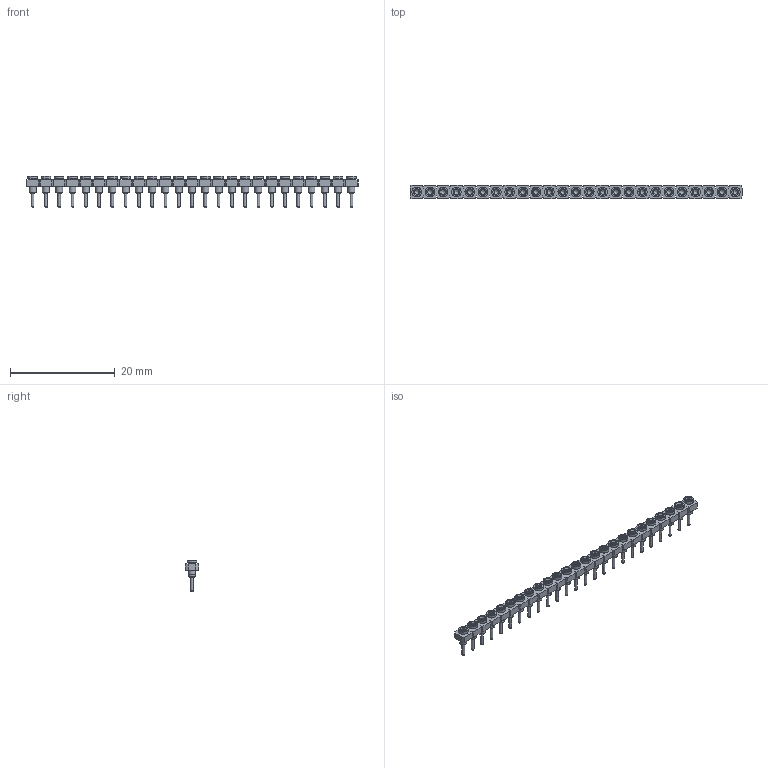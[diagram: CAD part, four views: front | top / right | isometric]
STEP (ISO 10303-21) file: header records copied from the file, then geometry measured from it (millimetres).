
FILE_DESCRIPTION(('FreeCAD Model'),'2;1');
FILE_NAME('Open CASCADE Shape Model','2025-01-11T13:36:00',(''),(''), 'Open CASCADE STEP processor 7.8','FreeCAD','Unknown');
FILE_SCHEMA(('AUTOMOTIVE_DESIGN { 1 0 10303 214 1 1 1 1 }'));
Length unit declared in the file: millimetre
Products named in the file (26): SL-125_socket; SC-4P1_pins300; SC-4P1_pins301; SC-4P1_pins302; SC-4P1_pins303; SC-4P1_pins304; SC-4P1_pins305; SC-4P1_pins306; SC-4P1_pins307; SC-4P1_pins308; SC-4P1_pins309; SC-4P1_pins310; SC-4P1_pins311; SC-4P1_pins312; SC-4P1_pins313; SC-4P1_pins314; SC-4P1_pins315; SC-4P1_pins316; SC-4P1_pins317; SC-4P1_pins318; SC-4P1_pins319; SC-4P1_pins320; SC-4P1_pins321; SC-4P1_pins322; SC-4P1_pins323; SC-4P1_pins350
Bounding box: 63.5 x 2.54 x 6.1 mm (x, y, z)
Volume: 240.3 mm3; surface area: 1418.5 mm2
Topology: 26 solids, 26 shells, 579 faces, 1281 edges, 829 vertices
Faces by surface type: plane 279, cylinder 175, cone 100, sphere 25
Full cylindrical faces by diameter (mm): 0.508 x25, 0.914 x25, 1.016 x25, 1.321 x75, 1.829 x25
Entity records: 16112 total; most frequent: CARTESIAN_POINT 3040, DIRECTION 2566, ORIENTED_EDGE 2462, EDGE_CURVE 1231, AXIS2_PLACEMENT_3D 1055, VERTEX_POINT 829, FACE_BOUND 754, EDGE_LOOP 754
